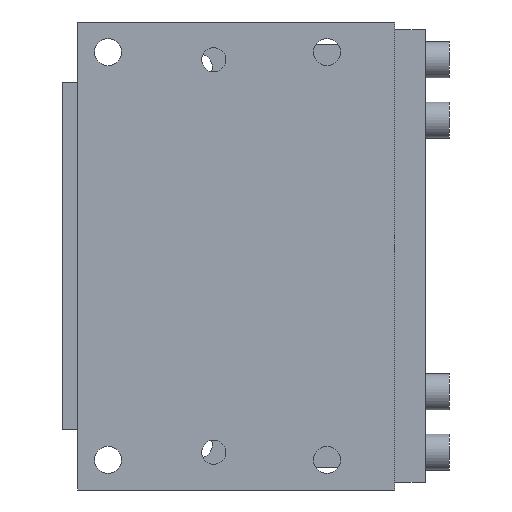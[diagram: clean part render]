
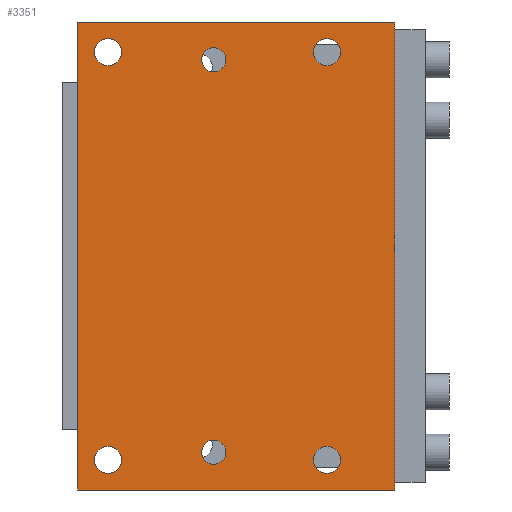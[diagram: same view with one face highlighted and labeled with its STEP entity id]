
A CAD part, front view. The second image highlights one B-rep face of the part: STEP entity #3351.
In plain terms, the highlighted planar face has unit normal (0, -1, 0).
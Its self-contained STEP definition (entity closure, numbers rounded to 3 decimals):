
#874=CARTESIAN_POINT('Line Origine',(-210.,0.,0.)) ;
#878=CARTESIAN_POINT('Vertex',(-210.,0.,155.)) ;
#880=CARTESIAN_POINT('Vertex',(-210.,0.,-155.)) ;
#949=CARTESIAN_POINT('Vertex',(0.,0.,-155.)) ;
#952=CARTESIAN_POINT('Line Origine',(-105.,0.,-155.)) ;
#1097=CARTESIAN_POINT('Vertex',(0.,0.,155.)) ;
#1100=CARTESIAN_POINT('Line Origine',(-105.,0.,155.)) ;
#1586=CARTESIAN_POINT('Vertex',(-45.,0.,-126.)) ;
#1593=CARTESIAN_POINT('Vertex',(-45.,0.,-144.)) ;
#1596=CARTESIAN_POINT('Axis2P3D Location',(-45.,0.,-135.)) ;
#1600=CARTESIAN_POINT('Vertex',(-36.,0.,-135.)) ;
#1603=CARTESIAN_POINT('Axis2P3D Location',(-45.,0.,-135.)) ;
#1621=CARTESIAN_POINT('Axis2P3D Location',(-45.,0.,-135.)) ;
#1625=CARTESIAN_POINT('Vertex',(-54.,0.,-135.)) ;
#1628=CARTESIAN_POINT('Axis2P3D Location',(-45.,0.,-135.)) ;
#1647=CARTESIAN_POINT('Axis2P3D Location',(-190.,0.,-135.)) ;
#1651=CARTESIAN_POINT('Vertex',(-190.,0.,-144.)) ;
#1653=CARTESIAN_POINT('Vertex',(-181.,0.,-135.)) ;
#1656=CARTESIAN_POINT('Axis2P3D Location',(-190.,0.,-135.)) ;
#1660=CARTESIAN_POINT('Vertex',(-190.,0.,-126.)) ;
#1687=CARTESIAN_POINT('Axis2P3D Location',(-190.,0.,-135.)) ;
#1691=CARTESIAN_POINT('Vertex',(-199.,0.,-135.)) ;
#1694=CARTESIAN_POINT('Axis2P3D Location',(-190.,0.,-135.)) ;
#1713=CARTESIAN_POINT('Axis2P3D Location',(-45.,0.,135.)) ;
#1717=CARTESIAN_POINT('Vertex',(-45.,0.,144.)) ;
#1719=CARTESIAN_POINT('Vertex',(-54.,0.,135.)) ;
#1722=CARTESIAN_POINT('Axis2P3D Location',(-45.,0.,135.)) ;
#1726=CARTESIAN_POINT('Vertex',(-45.,0.,126.)) ;
#1753=CARTESIAN_POINT('Axis2P3D Location',(-45.,0.,135.)) ;
#1757=CARTESIAN_POINT('Vertex',(-36.,0.,135.)) ;
#1760=CARTESIAN_POINT('Axis2P3D Location',(-45.,0.,135.)) ;
#1778=CARTESIAN_POINT('Axis2P3D Location',(-190.,0.,135.)) ;
#1782=CARTESIAN_POINT('Vertex',(-190.,0.,126.)) ;
#1784=CARTESIAN_POINT('Vertex',(-181.,0.,135.)) ;
#1787=CARTESIAN_POINT('Axis2P3D Location',(-190.,0.,135.)) ;
#1791=CARTESIAN_POINT('Vertex',(-190.,0.,144.)) ;
#1818=CARTESIAN_POINT('Axis2P3D Location',(-190.,0.,135.)) ;
#1822=CARTESIAN_POINT('Vertex',(-199.,0.,135.)) ;
#1825=CARTESIAN_POINT('Axis2P3D Location',(-190.,0.,135.)) ;
#2886=CARTESIAN_POINT('Axis2P3D Location',(-120.,0.,-130.)) ;
#2890=CARTESIAN_POINT('Vertex',(-128.,0.,-130.)) ;
#2892=CARTESIAN_POINT('Vertex',(-112.,0.,-130.)) ;
#2912=CARTESIAN_POINT('Axis2P3D Location',(-120.,0.,-130.)) ;
#2929=CARTESIAN_POINT('Axis2P3D Location',(-120.,0.,130.)) ;
#2933=CARTESIAN_POINT('Vertex',(-128.,0.,130.)) ;
#2935=CARTESIAN_POINT('Vertex',(-112.,0.,130.)) ;
#2955=CARTESIAN_POINT('Axis2P3D Location',(-120.,0.,130.)) ;
#3303=CARTESIAN_POINT('Axis2P3D Location',(-210.,0.,155.)) ;
#3308=CARTESIAN_POINT('Line Origine',(0.,0.,0.)) ;
#875=DIRECTION('Vector Direction',(0.,0.,-1.)) ;
#953=DIRECTION('Vector Direction',(1.,0.,0.)) ;
#1101=DIRECTION('Vector Direction',(-1.,0.,0.)) ;
#1597=DIRECTION('Axis2P3D Direction',(0.,1.,0.)) ;
#1604=DIRECTION('Axis2P3D Direction',(0.,1.,0.)) ;
#1622=DIRECTION('Axis2P3D Direction',(0.,1.,0.)) ;
#1629=DIRECTION('Axis2P3D Direction',(0.,1.,0.)) ;
#1648=DIRECTION('Axis2P3D Direction',(0.,1.,0.)) ;
#1657=DIRECTION('Axis2P3D Direction',(0.,1.,0.)) ;
#1688=DIRECTION('Axis2P3D Direction',(0.,1.,0.)) ;
#1695=DIRECTION('Axis2P3D Direction',(0.,1.,0.)) ;
#1714=DIRECTION('Axis2P3D Direction',(0.,1.,0.)) ;
#1723=DIRECTION('Axis2P3D Direction',(0.,1.,0.)) ;
#1754=DIRECTION('Axis2P3D Direction',(0.,1.,0.)) ;
#1761=DIRECTION('Axis2P3D Direction',(0.,1.,0.)) ;
#1779=DIRECTION('Axis2P3D Direction',(0.,1.,0.)) ;
#1788=DIRECTION('Axis2P3D Direction',(0.,1.,0.)) ;
#1819=DIRECTION('Axis2P3D Direction',(0.,1.,0.)) ;
#1826=DIRECTION('Axis2P3D Direction',(0.,1.,0.)) ;
#2887=DIRECTION('Axis2P3D Direction',(0.,-1.,0.)) ;
#2913=DIRECTION('Axis2P3D Direction',(0.,-1.,0.)) ;
#2930=DIRECTION('Axis2P3D Direction',(0.,-1.,0.)) ;
#2956=DIRECTION('Axis2P3D Direction',(0.,-1.,0.)) ;
#3304=DIRECTION('Axis2P3D Direction',(0.,-1.,0.)) ;
#3305=DIRECTION('Axis2P3D XDirection',(0.,0.,-1.)) ;
#3309=DIRECTION('Vector Direction',(0.,0.,-1.)) ;
#1598=AXIS2_PLACEMENT_3D('Circle Axis2P3D',#1596,#1597,$) ;
#1605=AXIS2_PLACEMENT_3D('Circle Axis2P3D',#1603,#1604,$) ;
#1623=AXIS2_PLACEMENT_3D('Circle Axis2P3D',#1621,#1622,$) ;
#1630=AXIS2_PLACEMENT_3D('Circle Axis2P3D',#1628,#1629,$) ;
#1649=AXIS2_PLACEMENT_3D('Circle Axis2P3D',#1647,#1648,$) ;
#1658=AXIS2_PLACEMENT_3D('Circle Axis2P3D',#1656,#1657,$) ;
#1689=AXIS2_PLACEMENT_3D('Circle Axis2P3D',#1687,#1688,$) ;
#1696=AXIS2_PLACEMENT_3D('Circle Axis2P3D',#1694,#1695,$) ;
#1715=AXIS2_PLACEMENT_3D('Circle Axis2P3D',#1713,#1714,$) ;
#1724=AXIS2_PLACEMENT_3D('Circle Axis2P3D',#1722,#1723,$) ;
#1755=AXIS2_PLACEMENT_3D('Circle Axis2P3D',#1753,#1754,$) ;
#1762=AXIS2_PLACEMENT_3D('Circle Axis2P3D',#1760,#1761,$) ;
#1780=AXIS2_PLACEMENT_3D('Circle Axis2P3D',#1778,#1779,$) ;
#1789=AXIS2_PLACEMENT_3D('Circle Axis2P3D',#1787,#1788,$) ;
#1820=AXIS2_PLACEMENT_3D('Circle Axis2P3D',#1818,#1819,$) ;
#1827=AXIS2_PLACEMENT_3D('Circle Axis2P3D',#1825,#1826,$) ;
#2888=AXIS2_PLACEMENT_3D('Circle Axis2P3D',#2886,#2887,$) ;
#2914=AXIS2_PLACEMENT_3D('Circle Axis2P3D',#2912,#2913,$) ;
#2931=AXIS2_PLACEMENT_3D('Circle Axis2P3D',#2929,#2930,$) ;
#2957=AXIS2_PLACEMENT_3D('Circle Axis2P3D',#2955,#2956,$) ;
#3306=AXIS2_PLACEMENT_3D('Plane Axis2P3D',#3303,#3304,#3305) ;
#3314=ORIENTED_EDGE('',*,*,#3312,.F.) ;
#3315=ORIENTED_EDGE('',*,*,#1104,.T.) ;
#3316=ORIENTED_EDGE('',*,*,#882,.T.) ;
#3317=ORIENTED_EDGE('',*,*,#956,.T.) ;
#3320=ORIENTED_EDGE('',*,*,#1662,.F.) ;
#3321=ORIENTED_EDGE('',*,*,#1655,.F.) ;
#3322=ORIENTED_EDGE('',*,*,#1698,.F.) ;
#3323=ORIENTED_EDGE('',*,*,#1693,.F.) ;
#3326=ORIENTED_EDGE('',*,*,#1764,.F.) ;
#3327=ORIENTED_EDGE('',*,*,#1759,.F.) ;
#3328=ORIENTED_EDGE('',*,*,#1728,.F.) ;
#3329=ORIENTED_EDGE('',*,*,#1721,.F.) ;
#3332=ORIENTED_EDGE('',*,*,#1607,.F.) ;
#3333=ORIENTED_EDGE('',*,*,#1602,.F.) ;
#3334=ORIENTED_EDGE('',*,*,#1632,.F.) ;
#3335=ORIENTED_EDGE('',*,*,#1627,.F.) ;
#3338=ORIENTED_EDGE('',*,*,#1793,.F.) ;
#3339=ORIENTED_EDGE('',*,*,#1786,.F.) ;
#3340=ORIENTED_EDGE('',*,*,#1829,.F.) ;
#3341=ORIENTED_EDGE('',*,*,#1824,.F.) ;
#3344=ORIENTED_EDGE('',*,*,#2959,.F.) ;
#3345=ORIENTED_EDGE('',*,*,#2937,.F.) ;
#3348=ORIENTED_EDGE('',*,*,#2916,.F.) ;
#3349=ORIENTED_EDGE('',*,*,#2894,.F.) ;
#3324=FACE_BOUND('',#3319,.T.) ;
#3330=FACE_BOUND('',#3325,.T.) ;
#3336=FACE_BOUND('',#3331,.T.) ;
#3342=FACE_BOUND('',#3337,.T.) ;
#3346=FACE_BOUND('',#3343,.T.) ;
#3350=FACE_BOUND('',#3347,.T.) ;
#876=VECTOR('Line Direction',#875,1.) ;
#954=VECTOR('Line Direction',#953,1.) ;
#1102=VECTOR('Line Direction',#1101,1.) ;
#3310=VECTOR('Line Direction',#3309,1.) ;
#3351=ADVANCED_FACE('CAM HOLDER',(#3318,#3324,#3330,#3336,#3342,#3346,#3350),#3307,.T.) ;
#1599=CIRCLE('generated circle',#1598,9.) ;
#1606=CIRCLE('generated circle',#1605,9.) ;
#1624=CIRCLE('generated circle',#1623,9.) ;
#1631=CIRCLE('generated circle',#1630,9.) ;
#1650=CIRCLE('generated circle',#1649,9.) ;
#1659=CIRCLE('generated circle',#1658,9.) ;
#1690=CIRCLE('generated circle',#1689,9.) ;
#1697=CIRCLE('generated circle',#1696,9.) ;
#1716=CIRCLE('generated circle',#1715,9.) ;
#1725=CIRCLE('generated circle',#1724,9.) ;
#1756=CIRCLE('generated circle',#1755,9.) ;
#1763=CIRCLE('generated circle',#1762,9.) ;
#1781=CIRCLE('generated circle',#1780,9.) ;
#1790=CIRCLE('generated circle',#1789,9.) ;
#1821=CIRCLE('generated circle',#1820,9.) ;
#1828=CIRCLE('generated circle',#1827,9.) ;
#2889=CIRCLE('generated circle',#2888,8.) ;
#2915=CIRCLE('generated circle',#2914,8.) ;
#2932=CIRCLE('generated circle',#2931,8.) ;
#2958=CIRCLE('generated circle',#2957,8.) ;
#882=EDGE_CURVE('',#879,#881,#877,.T.) ;
#956=EDGE_CURVE('',#881,#950,#955,.T.) ;
#1104=EDGE_CURVE('',#1098,#879,#1103,.T.) ;
#1602=EDGE_CURVE('',#1594,#1601,#1599,.F.) ;
#1607=EDGE_CURVE('',#1601,#1587,#1606,.F.) ;
#1627=EDGE_CURVE('',#1587,#1626,#1624,.F.) ;
#1632=EDGE_CURVE('',#1626,#1594,#1631,.F.) ;
#1655=EDGE_CURVE('',#1652,#1654,#1650,.F.) ;
#1662=EDGE_CURVE('',#1654,#1661,#1659,.F.) ;
#1693=EDGE_CURVE('',#1661,#1692,#1690,.F.) ;
#1698=EDGE_CURVE('',#1692,#1652,#1697,.F.) ;
#1721=EDGE_CURVE('',#1718,#1720,#1716,.F.) ;
#1728=EDGE_CURVE('',#1720,#1727,#1725,.F.) ;
#1759=EDGE_CURVE('',#1727,#1758,#1756,.F.) ;
#1764=EDGE_CURVE('',#1758,#1718,#1763,.F.) ;
#1786=EDGE_CURVE('',#1783,#1785,#1781,.F.) ;
#1793=EDGE_CURVE('',#1785,#1792,#1790,.F.) ;
#1824=EDGE_CURVE('',#1792,#1823,#1821,.F.) ;
#1829=EDGE_CURVE('',#1823,#1783,#1828,.F.) ;
#2894=EDGE_CURVE('',#2891,#2893,#2889,.T.) ;
#2916=EDGE_CURVE('',#2893,#2891,#2915,.T.) ;
#2937=EDGE_CURVE('',#2934,#2936,#2932,.T.) ;
#2959=EDGE_CURVE('',#2936,#2934,#2958,.T.) ;
#3312=EDGE_CURVE('',#1098,#950,#3311,.T.) ;
#3313=EDGE_LOOP('',(#3314,#3315,#3316,#3317)) ;
#3319=EDGE_LOOP('',(#3320,#3321,#3322,#3323)) ;
#3325=EDGE_LOOP('',(#3326,#3327,#3328,#3329)) ;
#3331=EDGE_LOOP('',(#3332,#3333,#3334,#3335)) ;
#3337=EDGE_LOOP('',(#3338,#3339,#3340,#3341)) ;
#3343=EDGE_LOOP('',(#3344,#3345)) ;
#3347=EDGE_LOOP('',(#3348,#3349)) ;
#3318=FACE_OUTER_BOUND('',#3313,.T.) ;
#877=LINE('Line',#874,#876) ;
#955=LINE('Line',#952,#954) ;
#1103=LINE('Line',#1100,#1102) ;
#3311=LINE('Line',#3308,#3310) ;
#3307=PLANE('Plane',#3306) ;
#879=VERTEX_POINT('',#878) ;
#881=VERTEX_POINT('',#880) ;
#950=VERTEX_POINT('',#949) ;
#1098=VERTEX_POINT('',#1097) ;
#1587=VERTEX_POINT('',#1586) ;
#1594=VERTEX_POINT('',#1593) ;
#1601=VERTEX_POINT('',#1600) ;
#1626=VERTEX_POINT('',#1625) ;
#1652=VERTEX_POINT('',#1651) ;
#1654=VERTEX_POINT('',#1653) ;
#1661=VERTEX_POINT('',#1660) ;
#1692=VERTEX_POINT('',#1691) ;
#1718=VERTEX_POINT('',#1717) ;
#1720=VERTEX_POINT('',#1719) ;
#1727=VERTEX_POINT('',#1726) ;
#1758=VERTEX_POINT('',#1757) ;
#1783=VERTEX_POINT('',#1782) ;
#1785=VERTEX_POINT('',#1784) ;
#1792=VERTEX_POINT('',#1791) ;
#1823=VERTEX_POINT('',#1822) ;
#2891=VERTEX_POINT('',#2890) ;
#2893=VERTEX_POINT('',#2892) ;
#2934=VERTEX_POINT('',#2933) ;
#2936=VERTEX_POINT('',#2935) ;
